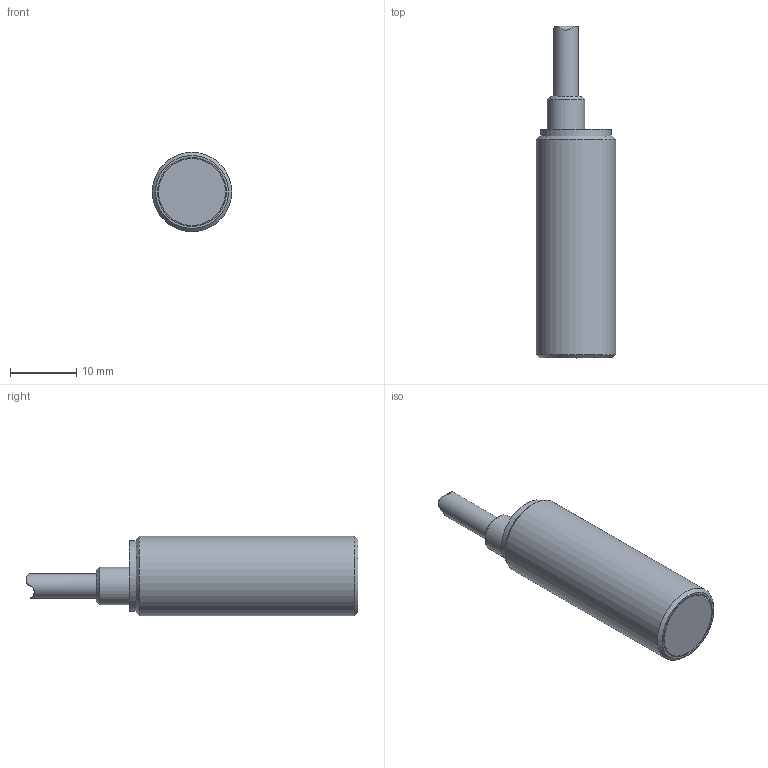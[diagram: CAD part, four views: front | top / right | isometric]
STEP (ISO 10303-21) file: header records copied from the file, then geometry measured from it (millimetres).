
FILE_DESCRIPTION(/* description */ (''),/* implementation_level */ '2;1');
FILE_NAME(/* name */ 'IA0091_Shrinkwrap_1.stp',/* time_stamp */ '2022-03-18T13:42:27+01:00',/* author */ ('Krieger Anja'),/* organization */ (''),/* preprocessor_version */ 'ST-DEVELOPER v18.1',/* originating_system */ 'Autodesk Inventor 2021',/* authorisation */ '');
FILE_SCHEMA (('AUTOMOTIVE_DESIGN { 1 0 10303 214 3 1 1 }'));
Length unit declared in the file: millimetre
Products named in the file (1): IA0091_Shrinkwrap_1
Bounding box: 12 x 50.12 x 12 mm (x, y, z)
Volume: 2011.5 mm3; surface area: 3687 mm2
Topology: 3 solids, 3 shells, 33 faces, 58 edges, 38 vertices
Faces by surface type: cylinder 15, plane 12, cone 6
Full cylindrical faces by diameter (mm): 3 x1, 3.1 x1, 3.7 x1, 4 x1, 5.7 x1, 9 x1, 9.5 x1, 9.8 x1, 10 x1, 10.1 x1, 10.4 x1, 10.7 x1, 12 x1
Entity records: 979 total; most frequent: CARTESIAN_POINT 196, DIRECTION 152, ORIENTED_EDGE 112, AXIS2_PLACEMENT_3D 66, EDGE_CURVE 56, EDGE_LOOP 44, VERTEX_POINT 38, STYLED_ITEM 36
